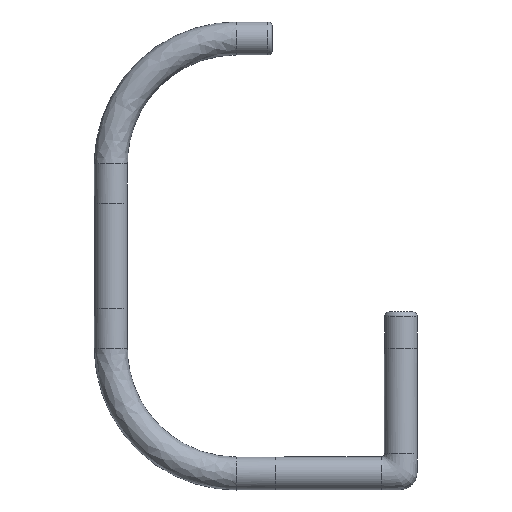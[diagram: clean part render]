
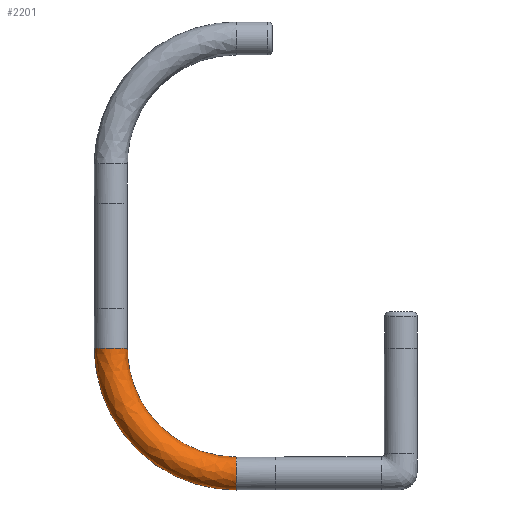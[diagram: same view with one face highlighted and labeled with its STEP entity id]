
A CAD part, top view. The second image highlights one B-rep face of the part: STEP entity #2201.
In plain terms, the highlighted free-form (B-spline) face has degree [2, 2] with [9, 9] control points.
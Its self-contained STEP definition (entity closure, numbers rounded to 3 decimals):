
#2201=ADVANCED_FACE('',(#2446),#5738,.T.);
#2446=FACE_OUTER_BOUND('',#2701,.T.);
#2701=EDGE_LOOP('',(#3118,#3119,#3120,#3121));
#3118=ORIENTED_EDGE('',*,*,#4162,.F.);
#3119=ORIENTED_EDGE('',*,*,#4182,.T.);
#3120=ORIENTED_EDGE('',*,*,#4527,.T.);
#3121=ORIENTED_EDGE('',*,*,#4183,.F.);
#4162=EDGE_CURVE('',#5343,#5344,#4723,.T.);
#4182=EDGE_CURVE('',#5343,#5358,#4733,.T.);
#4183=EDGE_CURVE('',#5344,#5359,#4734,.T.);
#4527=EDGE_CURVE('',#5358,#5359,#4891,.T.);
#4723=(
BOUNDED_CURVE()
B_SPLINE_CURVE(2,(#14204,#14205,#14206,#14207,#14208),.UNSPECIFIED.,.F.,
 .F.)
B_SPLINE_CURVE_WITH_KNOTS((3,2,3),(0.,19.635,39.27),
 .UNSPECIFIED.)
CURVE()
GEOMETRIC_REPRESENTATION_ITEM()
RATIONAL_B_SPLINE_CURVE((1.,0.707,1.,0.707,1.))
REPRESENTATION_ITEM('')
);
#4733=(
BOUNDED_CURVE()
B_SPLINE_CURVE(2,(#14327,#14328,#14329),.UNSPECIFIED.,.F.,.F.)
B_SPLINE_CURVE_WITH_KNOTS((3,3),(0.,129.227),.UNSPECIFIED.)
CURVE()
GEOMETRIC_REPRESENTATION_ITEM()
RATIONAL_B_SPLINE_CURVE((1.,0.707,1.))
REPRESENTATION_ITEM('')
);
#4734=(
BOUNDED_CURVE()
B_SPLINE_CURVE(2,(#14330,#14331,#14332),.UNSPECIFIED.,.F.,.F.)
B_SPLINE_CURVE_WITH_KNOTS((3,3),(148.934,297.801),
 .UNSPECIFIED.)
CURVE()
GEOMETRIC_REPRESENTATION_ITEM()
RATIONAL_B_SPLINE_CURVE((1.,0.707,1.))
REPRESENTATION_ITEM('')
);
#4891=(
BOUNDED_CURVE()
B_SPLINE_CURVE(2,(#16950,#16951,#16952,#16953,#16954),.UNSPECIFIED.,.F.,
 .F.)
B_SPLINE_CURVE_WITH_KNOTS((3,2,3),(-39.27,-19.635,
0.),.UNSPECIFIED.)
CURVE()
GEOMETRIC_REPRESENTATION_ITEM()
RATIONAL_B_SPLINE_CURVE((1.,0.707,1.,0.707,1.))
REPRESENTATION_ITEM('')
);
#5343=VERTEX_POINT('',#13879);
#5344=VERTEX_POINT('',#13880);
#5358=VERTEX_POINT('',#13894);
#5359=VERTEX_POINT('',#13895);
#5738=(
BOUNDED_SURFACE()
B_SPLINE_SURFACE(2,2,((#7171,#7172,#7173,#7174,#7175,#7176,#7177,#7178,
#7179),(#7180,#7181,#7182,#7183,#7184,#7185,#7186,#7187,#7188),(#7189,#7190,
#7191,#7192,#7193,#7194,#7195,#7196,#7197),(#7198,#7199,#7200,#7201,#7202,
#7203,#7204,#7205,#7206),(#7207,#7208,#7209,#7210,#7211,#7212,#7213,#7214,
#7215),(#7216,#7217,#7218,#7219,#7220,#7221,#7222,#7223,#7224),(#7225,#7226,
#7227,#7228,#7229,#7230,#7231,#7232,#7233),(#7234,#7235,#7236,#7237,#7238,
#7239,#7240,#7241,#7242),(#7243,#7244,#7245,#7246,#7247,#7248,#7249,#7250,
#7251)),.UNSPECIFIED.,.T.,.F.,.F.)
B_SPLINE_SURFACE_WITH_KNOTS((3,2,2,2,3),(3,2,2,2,3),(0.,148.911,
297.823,446.734,595.646),(0.,19.635,
39.27,58.905,78.54),.UNSPECIFIED.)
GEOMETRIC_REPRESENTATION_ITEM()
RATIONAL_B_SPLINE_SURFACE(((1.,0.707,1.,0.707,1.,
0.707,1.,0.707,1.),(0.707,0.5,0.707,
0.5,0.707,0.5,0.707,0.5,0.707),(1.,
0.707,1.,0.707,1.,0.707,1.,0.707,
1.),(0.707,0.5,0.707,0.5,0.707,0.5,
0.707,0.5,0.707),(1.,0.707,1.,0.707,
1.,0.707,1.,0.707,1.),(0.707,0.5,0.707,
0.5,0.707,0.5,0.707,0.5,0.707),(1.,
0.707,1.,0.707,1.,0.707,1.,0.707,
1.),(0.707,0.5,0.707,0.5,0.707,0.5,
0.707,0.5,0.707),(1.,0.707,1.,0.707,
1.,0.707,1.,0.707,1.)))
REPRESENTATION_ITEM('')
SURFACE()
);
#7171=CARTESIAN_POINT('',(202.1,94.773,0.));
#7172=CARTESIAN_POINT('',(202.1,94.773,-12.5));
#7173=CARTESIAN_POINT('',(189.6,94.773,-12.5));
#7174=CARTESIAN_POINT('',(177.1,94.773,-12.5));
#7175=CARTESIAN_POINT('',(177.1,94.773,0.));
#7176=CARTESIAN_POINT('',(177.1,94.773,12.5));
#7177=CARTESIAN_POINT('',(189.6,94.773,12.5));
#7178=CARTESIAN_POINT('',(202.1,94.773,12.5));
#7179=CARTESIAN_POINT('',(202.1,94.773,0.));
#7180=CARTESIAN_POINT('',(202.1,-12.527,0.));
#7181=CARTESIAN_POINT('',(202.1,-12.527,-12.5));
#7182=CARTESIAN_POINT('',(189.6,-0.027,-12.5));
#7183=CARTESIAN_POINT('',(177.1,12.473,-12.5));
#7184=CARTESIAN_POINT('',(177.1,12.473,0.));
#7185=CARTESIAN_POINT('',(177.1,12.473,12.5));
#7186=CARTESIAN_POINT('',(189.6,-0.027,12.5));
#7187=CARTESIAN_POINT('',(202.1,-12.527,12.5));
#7188=CARTESIAN_POINT('',(202.1,-12.527,0.));
#7189=CARTESIAN_POINT('',(94.8,-12.527,0.));
#7190=CARTESIAN_POINT('',(94.8,-12.527,-12.5));
#7191=CARTESIAN_POINT('',(94.8,-0.027,-12.5));
#7192=CARTESIAN_POINT('',(94.8,12.473,-12.5));
#7193=CARTESIAN_POINT('',(94.8,12.473,0.));
#7194=CARTESIAN_POINT('',(94.8,12.473,12.5));
#7195=CARTESIAN_POINT('',(94.8,-0.027,12.5));
#7196=CARTESIAN_POINT('',(94.8,-12.527,12.5));
#7197=CARTESIAN_POINT('',(94.8,-12.527,0.));
#7198=CARTESIAN_POINT('',(-12.5,-12.527,0.));
#7199=CARTESIAN_POINT('',(-12.5,-12.527,-12.5));
#7200=CARTESIAN_POINT('',(0.,-0.027,-12.5));
#7201=CARTESIAN_POINT('',(12.5,12.473,-12.5));
#7202=CARTESIAN_POINT('',(12.5,12.473,0.));
#7203=CARTESIAN_POINT('',(12.5,12.473,12.5));
#7204=CARTESIAN_POINT('',(0.,-0.027,12.5));
#7205=CARTESIAN_POINT('',(-12.5,-12.527,12.5));
#7206=CARTESIAN_POINT('',(-12.5,-12.527,0.));
#7207=CARTESIAN_POINT('',(-12.5,94.773,0.));
#7208=CARTESIAN_POINT('',(-12.5,94.773,-12.5));
#7209=CARTESIAN_POINT('',(0.,94.773,-12.5));
#7210=CARTESIAN_POINT('',(12.5,94.773,-12.5));
#7211=CARTESIAN_POINT('',(12.5,94.773,0.));
#7212=CARTESIAN_POINT('',(12.5,94.773,12.5));
#7213=CARTESIAN_POINT('',(0.,94.773,12.5));
#7214=CARTESIAN_POINT('',(-12.5,94.773,12.5));
#7215=CARTESIAN_POINT('',(-12.5,94.773,0.));
#7216=CARTESIAN_POINT('',(-12.5,202.073,0.));
#7217=CARTESIAN_POINT('',(-12.5,202.073,-12.5));
#7218=CARTESIAN_POINT('',(0.,189.573,-12.5));
#7219=CARTESIAN_POINT('',(12.5,177.073,-12.5));
#7220=CARTESIAN_POINT('',(12.5,177.073,0.));
#7221=CARTESIAN_POINT('',(12.5,177.073,12.5));
#7222=CARTESIAN_POINT('',(0.,189.573,12.5));
#7223=CARTESIAN_POINT('',(-12.5,202.073,12.5));
#7224=CARTESIAN_POINT('',(-12.5,202.073,0.));
#7225=CARTESIAN_POINT('',(94.8,202.073,0.));
#7226=CARTESIAN_POINT('',(94.8,202.073,-12.5));
#7227=CARTESIAN_POINT('',(94.8,189.573,-12.5));
#7228=CARTESIAN_POINT('',(94.8,177.073,-12.5));
#7229=CARTESIAN_POINT('',(94.8,177.073,0.));
#7230=CARTESIAN_POINT('',(94.8,177.073,12.5));
#7231=CARTESIAN_POINT('',(94.8,189.573,12.5));
#7232=CARTESIAN_POINT('',(94.8,202.073,12.5));
#7233=CARTESIAN_POINT('',(94.8,202.073,0.));
#7234=CARTESIAN_POINT('',(202.1,202.073,0.));
#7235=CARTESIAN_POINT('',(202.1,202.073,-12.5));
#7236=CARTESIAN_POINT('',(189.6,189.573,-12.5));
#7237=CARTESIAN_POINT('',(177.1,177.073,-12.5));
#7238=CARTESIAN_POINT('',(177.1,177.073,0.));
#7239=CARTESIAN_POINT('',(177.1,177.073,12.5));
#7240=CARTESIAN_POINT('',(189.6,189.573,12.5));
#7241=CARTESIAN_POINT('',(202.1,202.073,12.5));
#7242=CARTESIAN_POINT('',(202.1,202.073,0.));
#7243=CARTESIAN_POINT('',(202.1,94.773,0.));
#7244=CARTESIAN_POINT('',(202.1,94.773,-12.5));
#7245=CARTESIAN_POINT('',(189.6,94.773,-12.5));
#7246=CARTESIAN_POINT('',(177.1,94.773,-12.5));
#7247=CARTESIAN_POINT('',(177.1,94.773,0.));
#7248=CARTESIAN_POINT('',(177.1,94.773,12.5));
#7249=CARTESIAN_POINT('',(189.6,94.773,12.5));
#7250=CARTESIAN_POINT('',(202.1,94.773,12.5));
#7251=CARTESIAN_POINT('',(202.1,94.773,0.));
#13879=CARTESIAN_POINT('',(94.85,12.473,0.));
#13880=CARTESIAN_POINT('',(94.85,-12.527,0.));
#13894=CARTESIAN_POINT('',(12.5,94.823,0.));
#13895=CARTESIAN_POINT('',(-12.5,94.823,0.));
#14204=CARTESIAN_POINT('',(94.85,12.473,0.));
#14205=CARTESIAN_POINT('',(94.85,12.473,12.5));
#14206=CARTESIAN_POINT('',(94.85,-0.027,12.5));
#14207=CARTESIAN_POINT('',(94.85,-12.527,12.5));
#14208=CARTESIAN_POINT('',(94.85,-12.527,0.));
#14327=CARTESIAN_POINT('',(94.85,12.473,0.));
#14328=CARTESIAN_POINT('',(12.525,12.498,0.));
#14329=CARTESIAN_POINT('',(12.5,94.823,0.));
#14330=CARTESIAN_POINT('',(94.85,-12.527,0.));
#14331=CARTESIAN_POINT('',(-12.475,-12.502,0.));
#14332=CARTESIAN_POINT('',(-12.5,94.823,0.));
#16950=CARTESIAN_POINT('',(12.5,94.823,0.));
#16951=CARTESIAN_POINT('',(12.5,94.823,12.5));
#16952=CARTESIAN_POINT('',(0.,94.823,12.5));
#16953=CARTESIAN_POINT('',(-12.5,94.823,12.5));
#16954=CARTESIAN_POINT('',(-12.5,94.823,0.));
